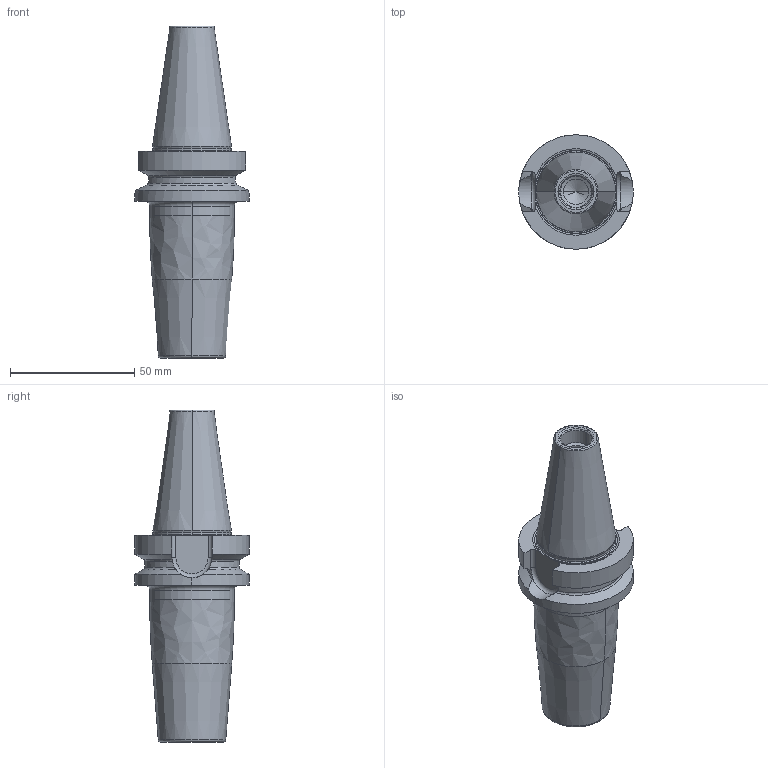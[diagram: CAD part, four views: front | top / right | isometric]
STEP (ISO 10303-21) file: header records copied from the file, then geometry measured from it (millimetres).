
FILE_DESCRIPTION((''),'2;1');
FILE_NAME('607540869-000-01-E43','2023-03-15T08:34:26',('liebchenm'),(''),'CREO PARAMETRIC BY PTC INC, 2021184','CREO PARAMETRIC BY PTC INC, 2021184','');
FILE_SCHEMA(('AP242_MANAGED_MODEL_BASED_3D_ENGINEERING_MIM_LF { 1 0 10303 442 1 1 4 }'));
Length unit declared in the file: millimetre
Products named in the file (1): 607540869-000-01-E43
Bounding box: 46 x 46 x 133.4 mm (x, y, z)
Volume: 89470.5 mm3; surface area: 19439.8 mm2
Topology: 1 solids, 1 shells, 81 faces, 194 edges, 117 vertices
Faces by surface type: cylinder 26, torus 22, cone 18, plane 13, bspline 2
Entity records: 3738 total; most frequent: CARTESIAN_POINT 720, DIRECTION 412, ORIENTED_EDGE 384, PRESENTATION_STYLE_ASSIGNMENT 196, STYLED_ITEM 196, CURVE_STYLE 195, EDGE_CURVE 192, AXIS2_PLACEMENT_3D 181
